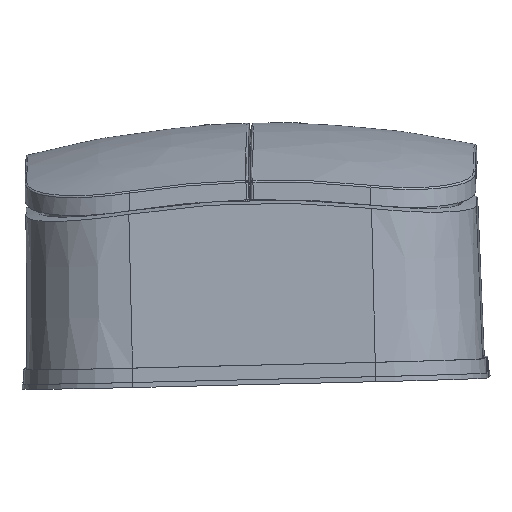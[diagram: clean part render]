
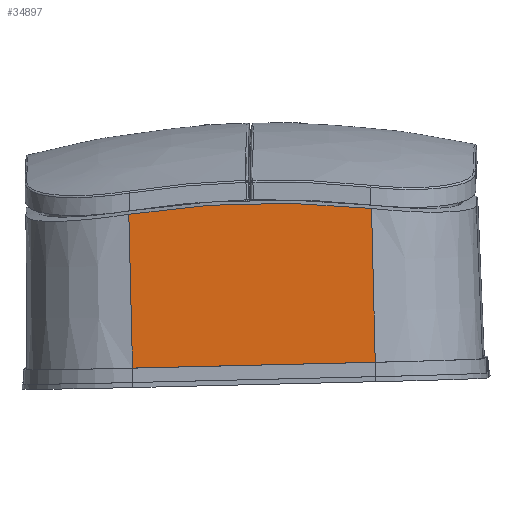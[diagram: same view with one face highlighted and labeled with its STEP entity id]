
A CAD part, top view. The second image highlights one B-rep face of the part: STEP entity #34897.
In plain terms, the highlighted face is planar.
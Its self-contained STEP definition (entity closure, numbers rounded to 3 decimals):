
#886 = ORIENTED_EDGE ( 'NONE', *, *, #11813, .F. ) ;
#6048 = FACE_OUTER_BOUND ( 'NONE', #36824, .T. ) ;
#10269 = DIRECTION ( 'NONE',  ( 0., 0.017, 1. ) ) ;
#10708 = LINE ( 'NONE', #25688, #40941 ) ;
#11813 = EDGE_CURVE ( 'NONE', #40796, #36821, #10708, .T. ) ;
#11928 = DIRECTION ( 'NONE',  ( 1., 0., 0. ) ) ;
#12610 = EDGE_CURVE ( 'NONE', #39837, #36821, #19644, .T. ) ;
#13541 = DIRECTION ( 'NONE',  ( 1., 0., 0. ) ) ;
#13812 = AXIS2_PLACEMENT_3D ( 'NONE', #41854, #10269, #13541 ) ;
#15244 = CARTESIAN_POINT ( 'NONE',  ( -132.149, 23.417, -80.659 ) ) ;
#18967 = CARTESIAN_POINT ( 'NONE',  ( -132.149, 2., -80.285 ) ) ;
#19644 = LINE ( 'NONE', #18967, #43935 ) ;
#20752 = CARTESIAN_POINT ( 'NONE',  ( -132.149, 2., -80.285 ) ) ;
#20862 = CARTESIAN_POINT ( 'NONE',  ( -120.899, 24.526, -80.678 ) ) ;
#22004 = B_SPLINE_CURVE_WITH_KNOTS ( 'NONE', 3,
 ( #35368, #25071, #20862, #24599, #42848, #35121 ),
 .UNSPECIFIED., .F., .F.,
 ( 4, 2, 4 ),
 ( 0., 0.5, 1. ),
 .UNSPECIFIED. ) ;
#24599 = CARTESIAN_POINT ( 'NONE',  ( -109.601, 24.526, -80.678 ) ) ;
#24988 = ORIENTED_EDGE ( 'NONE', *, *, #39813, .F. ) ;
#25071 = CARTESIAN_POINT ( 'NONE',  ( -126.548, 24.155, -80.672 ) ) ;
#25688 = CARTESIAN_POINT ( 'NONE',  ( -98.351, 23.417, -80.659 ) ) ;
#31403 = VECTOR ( 'NONE', #46229, 1000. ) ;
#31510 = CARTESIAN_POINT ( 'NONE',  ( -98.351, 2., -80.285 ) ) ;
#31745 = CARTESIAN_POINT ( 'NONE',  ( -132.149, 2., -80.285 ) ) ;
#34342 = CARTESIAN_POINT ( 'NONE',  ( -98.351, 23.417, -80.659 ) ) ;
#34897 = ADVANCED_FACE ( 'NONE', ( #6048 ), #45581, .T. ) ;
#35121 = CARTESIAN_POINT ( 'NONE',  ( -98.351, 23.417, -80.659 ) ) ;
#35368 = CARTESIAN_POINT ( 'NONE',  ( -132.149, 23.417, -80.659 ) ) ;
#35438 = EDGE_CURVE ( 'NONE', #44991, #40796, #22004, .T. ) ;
#36821 = VERTEX_POINT ( 'NONE', #31510 ) ;
#36824 = EDGE_LOOP ( 'NONE', ( #886, #41887, #24988, #40859 ) ) ;
#38296 = LINE ( 'NONE', #20752, #31403 ) ;
#39813 = EDGE_CURVE ( 'NONE', #39837, #44991, #38296, .T. ) ;
#39837 = VERTEX_POINT ( 'NONE', #31745 ) ;
#39982 = DIRECTION ( 'NONE',  ( 0., -1., 0.017 ) ) ;
#40796 = VERTEX_POINT ( 'NONE', #34342 ) ;
#40859 = ORIENTED_EDGE ( 'NONE', *, *, #12610, .T. ) ;
#40941 = VECTOR ( 'NONE', #39982, 1000. ) ;
#41854 = CARTESIAN_POINT ( 'NONE',  ( -83.5, 0., -80.25 ) ) ;
#41887 = ORIENTED_EDGE ( 'NONE', *, *, #35438, .F. ) ;
#42848 = CARTESIAN_POINT ( 'NONE',  ( -103.952, 24.155, -80.672 ) ) ;
#43935 = VECTOR ( 'NONE', #11928, 1000. ) ;
#44991 = VERTEX_POINT ( 'NONE', #15244 ) ;
#45581 = PLANE ( 'NONE',  #13812 ) ;
#46229 = DIRECTION ( 'NONE',  ( 0., 1., -0.017 ) ) ;
